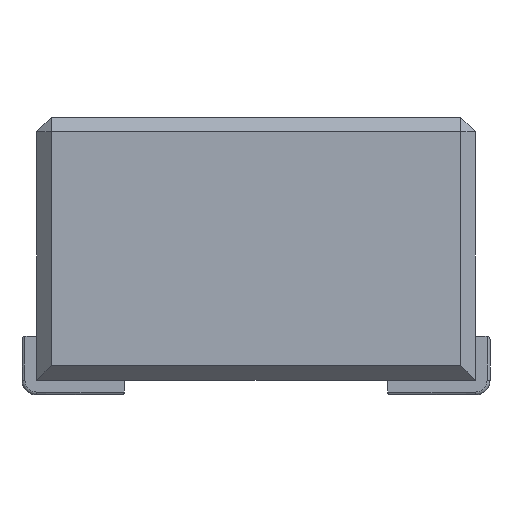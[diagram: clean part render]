
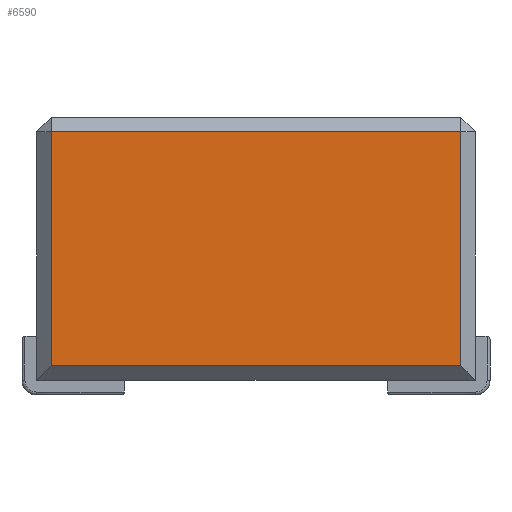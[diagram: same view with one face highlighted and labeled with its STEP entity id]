
A CAD part, front view. The second image highlights one B-rep face of the part: STEP entity #6590.
In plain terms, the highlighted planar face has unit normal (0, -1, 0).
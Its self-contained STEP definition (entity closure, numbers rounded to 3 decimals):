
#856=FACE_OUTER_BOUND('',#1257,.T.);
#1257=EDGE_LOOP('',(#5548,#5549,#5550,#5551));
#1779=LINE('',#11962,#2392);
#1789=LINE('',#11981,#2402);
#1791=LINE('',#11984,#2404);
#1807=LINE('',#12014,#2420);
#2392=VECTOR('',#7692,10.);
#2402=VECTOR('',#7708,10.);
#2404=VECTOR('',#7712,10.);
#2420=VECTOR('',#7744,10.);
#3053=VERTEX_POINT('',#11954);
#3055=VERTEX_POINT('',#11960);
#3056=VERTEX_POINT('',#11961);
#3062=VERTEX_POINT('',#11977);
#3891=EDGE_CURVE('',#3055,#3056,#1779,.T.);
#3901=EDGE_CURVE('',#3056,#3062,#1789,.T.);
#3903=EDGE_CURVE('',#3062,#3053,#1791,.T.);
#3919=EDGE_CURVE('',#3053,#3055,#1807,.T.);
#5548=ORIENTED_EDGE('',*,*,#3891,.F.);
#5549=ORIENTED_EDGE('',*,*,#3919,.F.);
#5550=ORIENTED_EDGE('',*,*,#3903,.F.);
#5551=ORIENTED_EDGE('',*,*,#3901,.F.);
#6277=PLANE('',#6868);
#6590=ADVANCED_FACE('',(#856),#6277,.T.);
#6868=AXIS2_PLACEMENT_3D('',#12019,#7751,#7752);
#7692=DIRECTION('',(-1.,0.,0.));
#7708=DIRECTION('',(0.,0.,1.));
#7712=DIRECTION('',(1.,0.,0.));
#7744=DIRECTION('',(0.,0.,-1.));
#7751=DIRECTION('center_axis',(0.,-1.,0.));
#7752=DIRECTION('ref_axis',(1.,0.,0.));
#11954=CARTESIAN_POINT('',(1.45,0.,0.85));
#11960=CARTESIAN_POINT('',(1.45,0.,0.05));
#11961=CARTESIAN_POINT('',(0.05,0.,0.05));
#11962=CARTESIAN_POINT('',(0.375,0.,0.05));
#11977=CARTESIAN_POINT('',(0.05,0.,0.85));
#11981=CARTESIAN_POINT('',(0.05,0.,0.));
#11984=CARTESIAN_POINT('',(0.375,0.,0.85));
#12014=CARTESIAN_POINT('',(1.45,0.,0.));
#12019=CARTESIAN_POINT('Origin',(0.,0.,0.));
